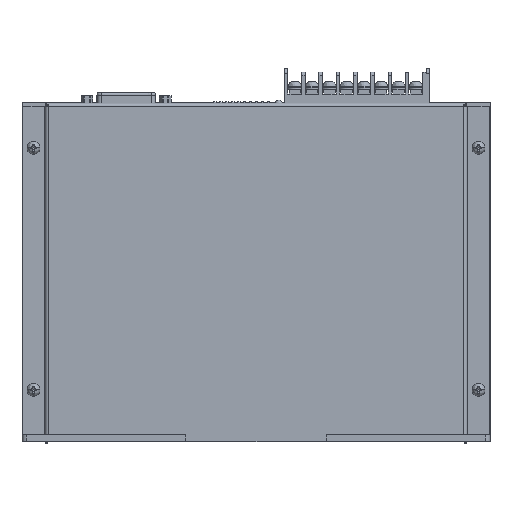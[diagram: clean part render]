
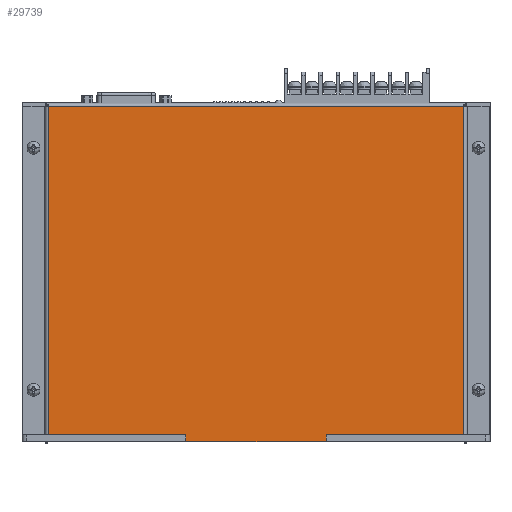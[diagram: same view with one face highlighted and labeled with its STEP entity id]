
A CAD part, top view. The second image highlights one B-rep face of the part: STEP entity #29739.
In plain terms, the highlighted planar face has unit normal (0, 0, 1).
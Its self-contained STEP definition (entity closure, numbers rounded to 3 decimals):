
#42=DIRECTION('',(-1.,0.,0.));
#43=VECTOR('',#42,61.);
#44=CARTESIAN_POINT('',(30.499,-73.5,38.903));
#45=LINE('',#44,#43);
#879=DIRECTION('',(0.,1.,0.));
#880=VECTOR('',#879,3.);
#881=CARTESIAN_POINT('',(30.499,-73.5,38.903));
#882=LINE('',#881,#880);
#883=DIRECTION('',(0.,1.,0.));
#884=VECTOR('',#883,3.);
#885=CARTESIAN_POINT('',(-30.501,-73.5,38.903));
#886=LINE('',#885,#884);
#887=DIRECTION('',(-1.,0.,0.));
#888=VECTOR('',#887,59.603);
#889=CARTESIAN_POINT('',(-30.5,-70.5,38.903));
#890=LINE('',#889,#888);
#891=DIRECTION('',(-1.,0.,0.));
#892=VECTOR('',#891,59.597);
#893=CARTESIAN_POINT('',(90.097,-70.5,38.903));
#894=LINE('',#893,#892);
#1004=DIRECTION('',(0.,-1.,0.));
#1005=VECTOR('',#1004,142.4);
#1006=CARTESIAN_POINT('',(-90.103,71.9,38.903));
#1007=LINE('',#1006,#1005);
#1328=DIRECTION('',(0.,1.,0.));
#1329=VECTOR('',#1328,142.4);
#1330=CARTESIAN_POINT('',(90.097,-70.5,38.903));
#1331=LINE('',#1330,#1329);
#1354=DIRECTION('',(-1.,0.,0.));
#1355=VECTOR('',#1354,180.2);
#1356=CARTESIAN_POINT('',(90.097,71.9,38.903));
#1357=LINE('',#1356,#1355);
#25052=CARTESIAN_POINT('',(90.097,71.9,38.903));
#25053=CARTESIAN_POINT('',(-90.103,71.9,38.903));
#25054=VERTEX_POINT('',#25052);
#25055=VERTEX_POINT('',#25053);
#27427=CARTESIAN_POINT('',(30.499,-73.5,38.903));
#27428=CARTESIAN_POINT('',(30.5,-70.5,38.903));
#27429=VERTEX_POINT('',#27427);
#27430=VERTEX_POINT('',#27428);
#27431=CARTESIAN_POINT('',(-30.501,-73.5,38.903));
#27432=CARTESIAN_POINT('',(-30.5,-70.5,38.903));
#27433=VERTEX_POINT('',#27431);
#27434=VERTEX_POINT('',#27432);
#27435=CARTESIAN_POINT('',(90.097,-70.5,38.903));
#27436=VERTEX_POINT('',#27435);
#27437=CARTESIAN_POINT('',(-90.103,-70.5,38.903));
#27438=VERTEX_POINT('',#27437);
#29720=CARTESIAN_POINT('',(-0.003,-0.8,38.903));
#29721=DIRECTION('',(0.,0.,1.));
#29722=DIRECTION('',(-1.,0.,0.));
#29723=AXIS2_PLACEMENT_3D('',#29720,#29721,#29722);
#29724=PLANE('',#29723);
#29725=ORIENTED_EDGE('',*,*,#29705,.F.);
#29726=ORIENTED_EDGE('',*,*,#28064,.T.);
#29728=ORIENTED_EDGE('',*,*,#29727,.T.);
#29729=ORIENTED_EDGE('',*,*,#28405,.T.);
#29731=ORIENTED_EDGE('',*,*,#29730,.F.);
#29733=ORIENTED_EDGE('',*,*,#29732,.F.);
#29735=ORIENTED_EDGE('',*,*,#29734,.F.);
#29736=ORIENTED_EDGE('',*,*,#28492,.T.);
#29737=EDGE_LOOP('',(#29725,#29726,#29728,#29729,#29731,#29733,#29735,#29736));
#29738=FACE_OUTER_BOUND('',#29737,.F.);
#29739=ADVANCED_FACE('',(#29738),#29724,.T.);
#28064=EDGE_CURVE('',#27429,#27433,#45,.T.);
#28405=EDGE_CURVE('',#27434,#27438,#890,.T.);
#28492=EDGE_CURVE('',#27436,#27430,#894,.T.);
#29705=EDGE_CURVE('',#27429,#27430,#882,.T.);
#29727=EDGE_CURVE('',#27433,#27434,#886,.T.);
#29730=EDGE_CURVE('',#25055,#27438,#1007,.T.);
#29732=EDGE_CURVE('',#25054,#25055,#1357,.T.);
#29734=EDGE_CURVE('',#27436,#25054,#1331,.T.);
